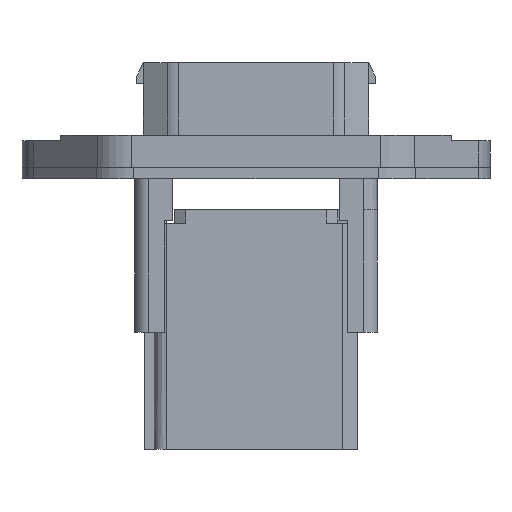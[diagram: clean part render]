
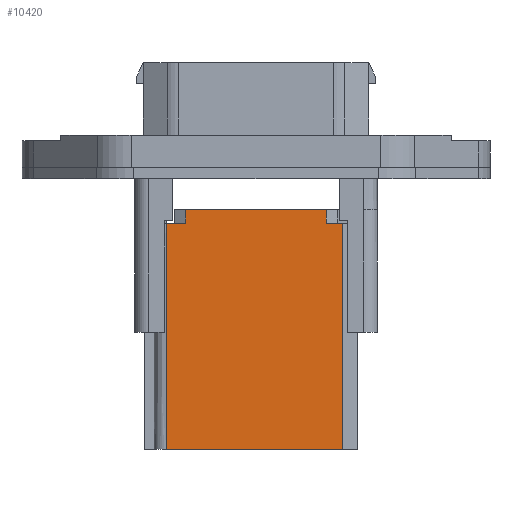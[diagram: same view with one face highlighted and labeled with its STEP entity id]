
A CAD part, left-side view. The second image highlights one B-rep face of the part: STEP entity #10420.
In plain terms, the highlighted planar face has unit normal (-1, 0, 0).
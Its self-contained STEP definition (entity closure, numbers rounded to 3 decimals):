
#10403=AXIS2_PLACEMENT_3D('Plane Axis2P3D',#10400,#10401,#10402) ;
#8275=CARTESIAN_POINT('Vertex',(2.1,14.7,21.5)) ;
#8278=CARTESIAN_POINT('Line Origine',(2.1,14.7,10.75)) ;
#8282=CARTESIAN_POINT('Vertex',(2.1,14.7,20.3)) ;
#8301=CARTESIAN_POINT('Vertex',(2.1,27.3,21.5)) ;
#8306=CARTESIAN_POINT('Line Origine',(2.1,21.,21.5)) ;
#8385=CARTESIAN_POINT('Vertex',(2.1,27.3,20.3)) ;
#8388=CARTESIAN_POINT('Line Origine',(2.1,27.3,10.75)) ;
#8886=CARTESIAN_POINT('Vertex',(2.1,13.25,0.)) ;
#8889=CARTESIAN_POINT('Line Origine',(2.1,21.15,0.)) ;
#8893=CARTESIAN_POINT('Vertex',(2.1,29.05,0.)) ;
#9979=CARTESIAN_POINT('Vertex',(2.1,29.05,20.3)) ;
#9987=CARTESIAN_POINT('Line Origine',(2.1,29.05,10.76)) ;
#10265=CARTESIAN_POINT('Line Origine',(2.1,28.175,20.3)) ;
#10381=CARTESIAN_POINT('Line Origine',(2.1,13.25,10.15)) ;
#10385=CARTESIAN_POINT('Vertex',(2.1,13.25,20.3)) ;
#10400=CARTESIAN_POINT('Axis2P3D Location',(2.1,13.25,21.5)) ;
#10405=CARTESIAN_POINT('Line Origine',(2.1,13.975,20.3)) ;
#8279=DIRECTION('Vector Direction',(0.,0.,1.)) ;
#8307=DIRECTION('Vector Direction',(0.,1.,0.)) ;
#8389=DIRECTION('Vector Direction',(0.,0.,1.)) ;
#8890=DIRECTION('Vector Direction',(0.,1.,0.)) ;
#9988=DIRECTION('Vector Direction',(0.,0.,1.)) ;
#10266=DIRECTION('Vector Direction',(0.,1.,0.)) ;
#10382=DIRECTION('Vector Direction',(0.,0.,-1.)) ;
#10401=DIRECTION('Axis2P3D Direction',(-1.,0.,0.)) ;
#10402=DIRECTION('Axis2P3D XDirection',(0.,1.,0.)) ;
#10406=DIRECTION('Vector Direction',(0.,1.,0.)) ;
#8280=VECTOR('Line Direction',#8279,1.) ;
#8308=VECTOR('Line Direction',#8307,1.) ;
#8390=VECTOR('Line Direction',#8389,1.) ;
#8891=VECTOR('Line Direction',#8890,1.) ;
#9989=VECTOR('Line Direction',#9988,1.) ;
#10267=VECTOR('Line Direction',#10266,1.) ;
#10383=VECTOR('Line Direction',#10382,1.) ;
#10407=VECTOR('Line Direction',#10406,1.) ;
#10411=ORIENTED_EDGE('',*,*,#10269,.T.) ;
#10412=ORIENTED_EDGE('',*,*,#9991,.F.) ;
#10413=ORIENTED_EDGE('',*,*,#8895,.F.) ;
#10414=ORIENTED_EDGE('',*,*,#10387,.T.) ;
#10415=ORIENTED_EDGE('',*,*,#10409,.T.) ;
#10416=ORIENTED_EDGE('',*,*,#8284,.F.) ;
#10417=ORIENTED_EDGE('',*,*,#8310,.T.) ;
#10418=ORIENTED_EDGE('',*,*,#8392,.T.) ;
#10420=ADVANCED_FACE('48283_IE-BHS-V14M-RJA.1\\AR_FHGH_RJ45_V14_MT.1\\AR-RJ45',(#10419),#10404,.T.) ;
#8284=EDGE_CURVE('',#8276,#8283,#8281,.F.) ;
#8310=EDGE_CURVE('',#8276,#8302,#8309,.T.) ;
#8392=EDGE_CURVE('',#8302,#8386,#8391,.F.) ;
#8895=EDGE_CURVE('',#8887,#8894,#8892,.T.) ;
#9991=EDGE_CURVE('',#8894,#9980,#9990,.T.) ;
#10269=EDGE_CURVE('',#8386,#9980,#10268,.T.) ;
#10387=EDGE_CURVE('',#8887,#10386,#10384,.F.) ;
#10409=EDGE_CURVE('',#10386,#8283,#10408,.T.) ;
#10410=EDGE_LOOP('',(#10411,#10412,#10413,#10414,#10415,#10416,#10417,#10418)) ;
#10419=FACE_OUTER_BOUND('',#10410,.T.) ;
#8281=LINE('Line',#8278,#8280) ;
#8309=LINE('Line',#8306,#8308) ;
#8391=LINE('Line',#8388,#8390) ;
#8892=LINE('Line',#8889,#8891) ;
#9990=LINE('Line',#9987,#9989) ;
#10268=LINE('Line',#10265,#10267) ;
#10384=LINE('Line',#10381,#10383) ;
#10408=LINE('Line',#10405,#10407) ;
#10404=PLANE('',#10403) ;
#8276=VERTEX_POINT('',#8275) ;
#8283=VERTEX_POINT('',#8282) ;
#8302=VERTEX_POINT('',#8301) ;
#8386=VERTEX_POINT('',#8385) ;
#8887=VERTEX_POINT('',#8886) ;
#8894=VERTEX_POINT('',#8893) ;
#9980=VERTEX_POINT('',#9979) ;
#10386=VERTEX_POINT('',#10385) ;
